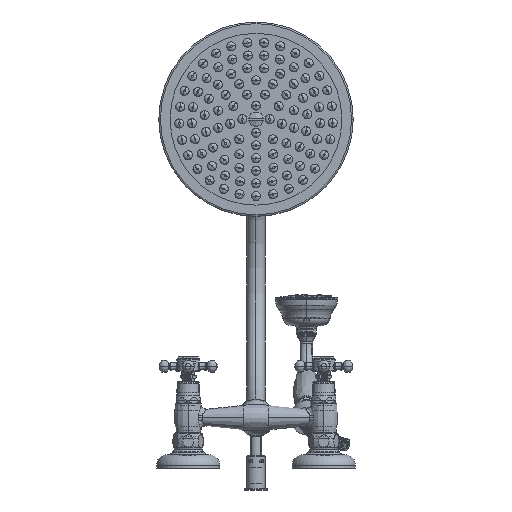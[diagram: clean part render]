
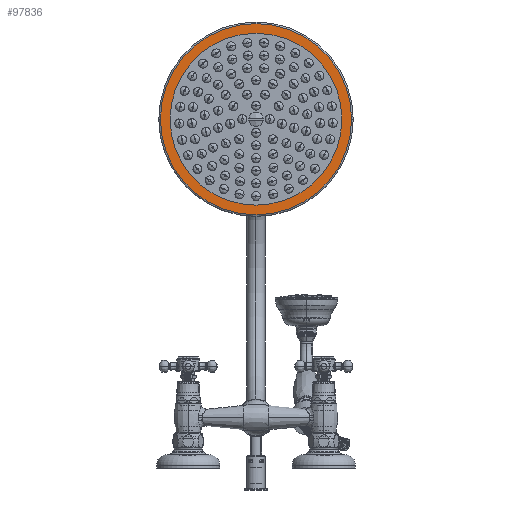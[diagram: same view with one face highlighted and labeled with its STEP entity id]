
A CAD part, front view. The second image highlights one B-rep face of the part: STEP entity #97836.
In plain terms, the highlighted planar face has unit normal (0, -1, 0).
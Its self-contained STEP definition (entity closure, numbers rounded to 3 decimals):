
#84676=CARTESIAN_POINT('',(0.,0.,0.));
#84677=DIRECTION('',(0.,-1.,0.));
#84678=DIRECTION('',(-1.,0.,0.));
#84679=AXIS2_PLACEMENT_3D('',#84676,#84677,#84678);
#84684=CARTESIAN_POINT('',(0.,0.,0.));
#84685=DIRECTION('',(0.,-1.,0.));
#84686=DIRECTION('',(1.,0.,0.));
#84687=AXIS2_PLACEMENT_3D('',#84684,#84685,#84686);
#84700=CARTESIAN_POINT('',(0.,0.,0.));
#84701=DIRECTION('',(0.,-1.,0.));
#84702=DIRECTION('',(1.,0.,0.));
#84703=AXIS2_PLACEMENT_3D('',#84700,#84701,#84702);
#84716=CARTESIAN_POINT('',(0.,0.,0.));
#84717=DIRECTION('',(0.,1.,0.));
#84718=DIRECTION('',(1.,0.,0.));
#84719=AXIS2_PLACEMENT_3D('',#84716,#84717,#84718);
#89326=CARTESIAN_POINT('',(-95.,0.,0.));
#89327=CARTESIAN_POINT('',(95.,0.,0.));
#89328=VERTEX_POINT('',#89326);
#89329=VERTEX_POINT('',#89327);
#90946=CARTESIAN_POINT('',(105.75,0.,0.));
#90948=VERTEX_POINT('',#90946);
#90950=CARTESIAN_POINT('',(-105.75,0.,0.));
#90952=VERTEX_POINT('',#90950);
#97820=CARTESIAN_POINT('',(0.,0.,0.));
#97821=DIRECTION('',(0.,1.,0.));
#97822=DIRECTION('',(1.,0.,0.));
#97823=AXIS2_PLACEMENT_3D('',#97820,#97821,#97822);
#97824=PLANE('',#97823);
#97826=ORIENTED_EDGE('',*,*,#97825,.F.);
#97828=ORIENTED_EDGE('',*,*,#97827,.T.);
#97829=EDGE_LOOP('',(#97826,#97828));
#97830=FACE_OUTER_BOUND('',#97829,.F.);
#97831=ORIENTED_EDGE('',*,*,#97810,.T.);
#97833=ORIENTED_EDGE('',*,*,#97832,.T.);
#97834=EDGE_LOOP('',(#97831,#97833));
#97835=FACE_BOUND('',#97834,.F.);
#97836=ADVANCED_FACE('',(#97830,#97835),#97824,.F.);
#84680=CIRCLE('',#84679,95.);
#84688=CIRCLE('',#84687,95.);
#84704=CIRCLE('',#84703,105.75);
#84720=CIRCLE('',#84719,105.75);
#97810=EDGE_CURVE('',#89328,#89329,#84680,.T.);
#97825=EDGE_CURVE('',#90948,#90952,#84704,.T.);
#97827=EDGE_CURVE('',#90948,#90952,#84720,.T.);
#97832=EDGE_CURVE('',#89329,#89328,#84688,.T.);
